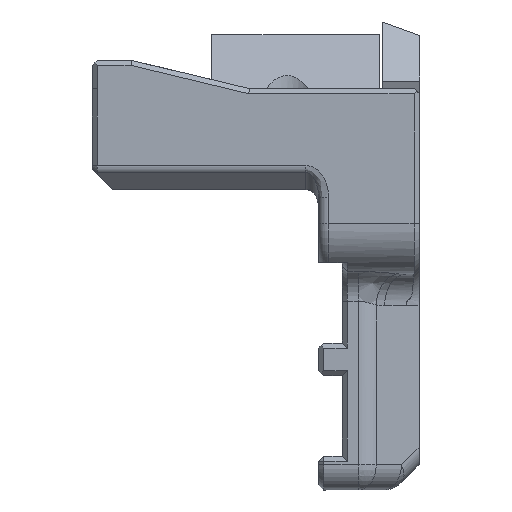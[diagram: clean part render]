
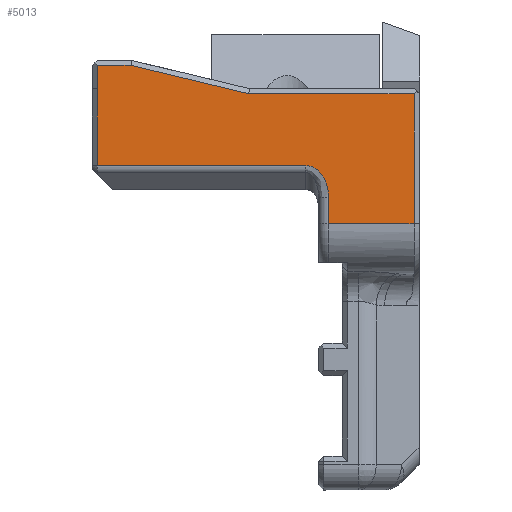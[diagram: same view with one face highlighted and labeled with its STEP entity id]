
A CAD part, left-side view. The second image highlights one B-rep face of the part: STEP entity #5013.
In plain terms, the highlighted face is planar.
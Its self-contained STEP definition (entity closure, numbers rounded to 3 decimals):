
#185=B_SPLINE_CURVE_WITH_KNOTS('',3,(#8909,#8910,#8911,#8912,#8913,#8914,
#8915,#8916,#8917,#8918,#8919,#8920,#8921),.UNSPECIFIED.,.F.,.F.,(4,3,3,
3,4),(3.142,3.534,3.927,4.32,
4.712),.UNSPECIFIED.);
#302=PLANE('',#5477);
#549=FACE_OUTER_BOUND('',#832,.T.);
#832=EDGE_LOOP('',(#4401,#4402,#4403,#4404,#4405,#4406,#4407,#4408,#4409,
#4410));
#1110=LINE('',#7860,#1633);
#1335=LINE('',#8899,#1858);
#1336=LINE('',#8901,#1859);
#1337=LINE('',#8903,#1860);
#1338=LINE('',#8905,#1861);
#1339=LINE('',#8907,#1862);
#1340=LINE('',#8922,#1863);
#1341=LINE('',#8924,#1864);
#1342=LINE('',#8925,#1865);
#1633=VECTOR('',#6063,1000.);
#1858=VECTOR('',#6688,1000.);
#1859=VECTOR('',#6689,1000.);
#1860=VECTOR('',#6690,1000.);
#1861=VECTOR('',#6691,1000.);
#1862=VECTOR('',#6692,1000.);
#1863=VECTOR('',#6693,1000.);
#1864=VECTOR('',#6694,1000.);
#1865=VECTOR('',#6695,1000.);
#2376=VERTEX_POINT('',#7857);
#2377=VERTEX_POINT('',#7859);
#2549=VERTEX_POINT('',#8897);
#2550=VERTEX_POINT('',#8898);
#2551=VERTEX_POINT('',#8900);
#2552=VERTEX_POINT('',#8902);
#2553=VERTEX_POINT('',#8904);
#2554=VERTEX_POINT('',#8906);
#2555=VERTEX_POINT('',#8908);
#2556=VERTEX_POINT('',#8923);
#2896=EDGE_CURVE('',#2377,#2376,#1110,.T.);
#3207=EDGE_CURVE('',#2549,#2550,#1335,.T.);
#3208=EDGE_CURVE('',#2550,#2551,#1336,.T.);
#3209=EDGE_CURVE('',#2551,#2552,#1337,.T.);
#3210=EDGE_CURVE('',#2552,#2553,#1338,.T.);
#3211=EDGE_CURVE('',#2553,#2554,#1339,.T.);
#3212=EDGE_CURVE('',#2554,#2555,#185,.T.);
#3213=EDGE_CURVE('',#2555,#2377,#1340,.T.);
#3214=EDGE_CURVE('',#2376,#2556,#1341,.T.);
#3215=EDGE_CURVE('',#2556,#2549,#1342,.T.);
#4401=ORIENTED_EDGE('',*,*,#3207,.T.);
#4402=ORIENTED_EDGE('',*,*,#3208,.T.);
#4403=ORIENTED_EDGE('',*,*,#3209,.T.);
#4404=ORIENTED_EDGE('',*,*,#3210,.T.);
#4405=ORIENTED_EDGE('',*,*,#3211,.T.);
#4406=ORIENTED_EDGE('',*,*,#3212,.T.);
#4407=ORIENTED_EDGE('',*,*,#3213,.T.);
#4408=ORIENTED_EDGE('',*,*,#2896,.T.);
#4409=ORIENTED_EDGE('',*,*,#3214,.T.);
#4410=ORIENTED_EDGE('',*,*,#3215,.T.);
#5013=ADVANCED_FACE('',(#549),#302,.T.);
#5477=AXIS2_PLACEMENT_3D('',#8896,#6686,#6687);
#6063=DIRECTION('',(-1.,0.,0.));
#6686=DIRECTION('center_axis',(0.,1.,0.));
#6687=DIRECTION('ref_axis',(1.,0.,0.));
#6688=DIRECTION('',(0.972,0.,0.233));
#6689=DIRECTION('',(1.,0.,0.));
#6690=DIRECTION('',(0.,0.,-1.));
#6691=DIRECTION('',(0.,0.,-1.));
#6692=DIRECTION('',(-1.,0.,0.));
#6693=DIRECTION('',(0.,0.,-1.));
#6694=DIRECTION('',(0.,0.,1.));
#6695=DIRECTION('',(1.,0.,0.));
#7857=CARTESIAN_POINT('',(13.86,17.,31.8));
#7859=CARTESIAN_POINT('',(20.66,17.,31.8));
#7860=CARTESIAN_POINT('',(35.501,17.,31.8));
#8896=CARTESIAN_POINT('Origin',(35.501,17.,31.8));
#8897=CARTESIAN_POINT('',(27.007,17.,42.149));
#8898=CARTESIAN_POINT('',(36.382,17.,44.399));
#8899=CARTESIAN_POINT('',(32.69,17.,43.513));
#8900=CARTESIAN_POINT('',(39.06,17.,44.399));
#8901=CARTESIAN_POINT('',(35.501,17.,44.399));
#8902=CARTESIAN_POINT('',(39.06,17.,42.549));
#8903=CARTESIAN_POINT('',(39.06,17.,31.8));
#8904=CARTESIAN_POINT('',(39.06,17.,36.431));
#8905=CARTESIAN_POINT('',(39.06,17.,31.8));
#8906=CARTESIAN_POINT('',(22.46,17.,36.431));
#8907=CARTESIAN_POINT('',(22.46,17.,36.431));
#8908=CARTESIAN_POINT('',(20.66,17.,33.886));
#8909=CARTESIAN_POINT('Ctrl Pts',(22.46,17.,36.431));
#8910=CARTESIAN_POINT('Ctrl Pts',(22.224,17.,36.431));
#8911=CARTESIAN_POINT('Ctrl Pts',(21.989,17.,36.365));
#8912=CARTESIAN_POINT('Ctrl Pts',(21.771,17.,36.238));
#8913=CARTESIAN_POINT('Ctrl Pts',(21.553,17.,36.11));
#8914=CARTESIAN_POINT('Ctrl Pts',(21.354,17.,35.921));
#8915=CARTESIAN_POINT('Ctrl Pts',(21.187,17.,35.686));
#8916=CARTESIAN_POINT('Ctrl Pts',(21.021,17.,35.45));
#8917=CARTESIAN_POINT('Ctrl Pts',(20.887,17.,35.168));
#8918=CARTESIAN_POINT('Ctrl Pts',(20.797,17.,34.86));
#8919=CARTESIAN_POINT('Ctrl Pts',(20.707,17.,34.552));
#8920=CARTESIAN_POINT('Ctrl Pts',(20.66,17.,34.219));
#8921=CARTESIAN_POINT('Ctrl Pts',(20.66,17.,33.886));
#8922=CARTESIAN_POINT('',(20.66,17.,31.8));
#8923=CARTESIAN_POINT('',(13.86,17.,42.149));
#8924=CARTESIAN_POINT('',(13.86,17.,42.549));
#8925=CARTESIAN_POINT('',(26.96,17.,42.149));
